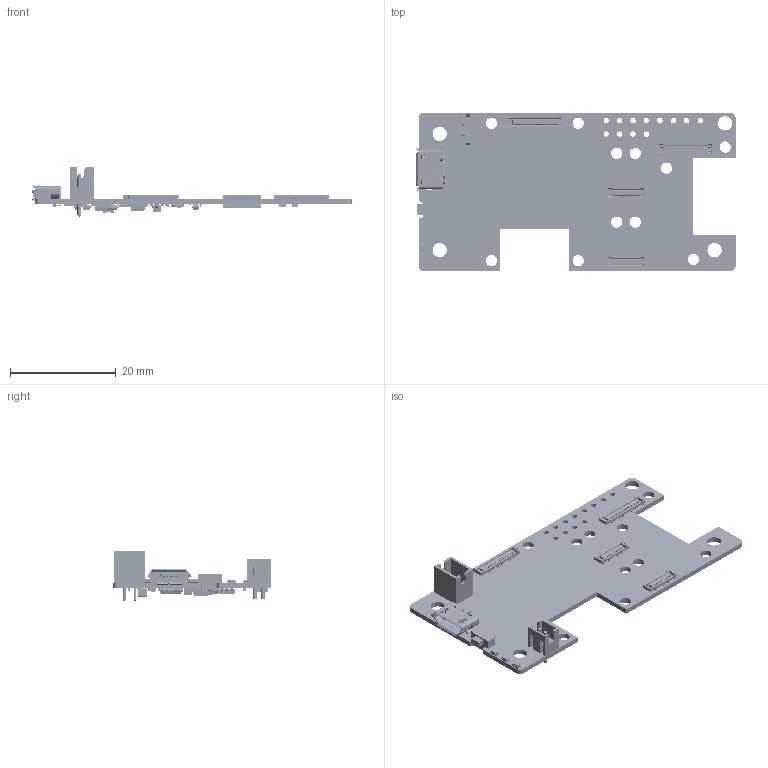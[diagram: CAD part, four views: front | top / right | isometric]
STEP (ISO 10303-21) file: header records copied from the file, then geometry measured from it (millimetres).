
FILE_DESCRIPTION(('Open CASCADE Model'),'2;1');
FILE_NAME('Open CASCADE Shape Model','2020-06-02T13:56:13',('Author'),( 'Open CASCADE'),'Open CASCADE STEP processor 6.8','Open CASCADE 6.8' ,'Unknown');
FILE_SCHEMA(('AUTOMOTIVE_DESIGN { 1 0 10303 214 1 1 1 1 }'));
Length unit declared in the file: millimetre
Products named in the file (91): PCB; Board; Open CASCADE STEP translator 6.8 20.1.1; C24; C0402; C17; C12; C20; C23; C7; C18; C21; C10; C16; C19; C2; C25; C22; C14; C15; C8; C9; C4; C3; C13; C1; C27; D2; SOD-123F; D4; D7; D8; R9; RES1608; R4; D5; LED0603; D1; D6; R2 ...
Assembly tree (139 placements, depth 4):
  PCB
    Board
      Open CASCADE STEP translator 6.8 20.1.1
    C24
      C0402
    C17
      C0402
    C12
      C0402
    C20
      C0402
    C23
      C0402
    C7
      C0402
    C18
      C0402
    C21
      C0402
    C10
      C0402
    C16
      C0402
    C19
      C0402
    C2
      C0402
    C25
      C0402
    C22
      C0402
    C14
      C0402
    C15
      C0402
    C8
      C0402
    C9
      C0402
    C4
      C0402
    C3
      C0402
    C13
      C0402
    C1
      C0402
    C27
      C0402
    D2
      SOD-123F
    D4
      SOD-123F
    D7
      SOD-123F
    D8
      SOD-123F
    R9
      RES1608
    R4
Bounding box: 60.42 x 30 x 9.4 mm (x, y, z)
Volume: 1796.3 mm3; surface area: 5006.9 mm2
Topology: 113 solids, 117 shells, 12790 faces, 33055 edges, 20504 vertices
Faces by surface type: plane 7880, cylinder 2912, bspline 1310, sphere 516, torus 124, revolution 24, cone 24
Full cylindrical faces by diameter (mm): 0.61 x2, 0.7 x4, 0.787 x2, 1.016 x12, 2.134 x11, 2.692 x4
Entity records: 169877 total; most frequent: CARTESIAN_POINT 42605, ORIENTED_EDGE 24922, DIRECTION 23084, EDGE_CURVE 12463, LINE 8654, VECTOR 8654, VERTEX_POINT 7856, AXIS2_PLACEMENT_3D 7211
